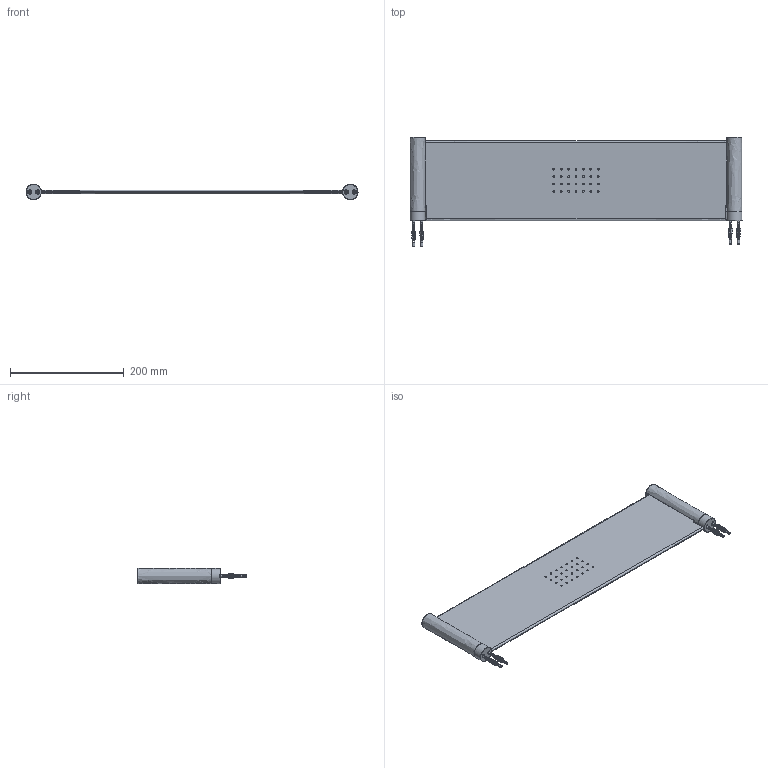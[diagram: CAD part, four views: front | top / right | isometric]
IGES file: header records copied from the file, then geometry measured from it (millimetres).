
Global section: file name: N5113; native system: Autodesk Inventor 2018; preprocessor: unknown; author: mblakey; date: 20190705.122831; units: millimetre
Bounding box: 582.71 x 191.63 x 26.85 mm (x, y, z)
Volume: 591785.1 mm3; surface area: 207397.3 mm2
Topology: 15 solids, 15 shells, 1172 faces, 3360 edges, 2212 vertices
Faces by surface type: bspline 1172
